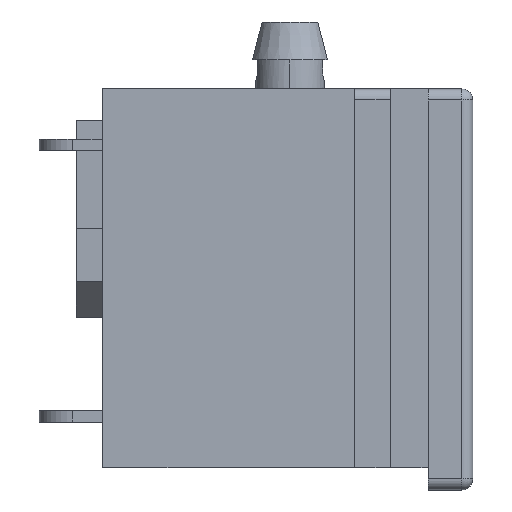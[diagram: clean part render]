
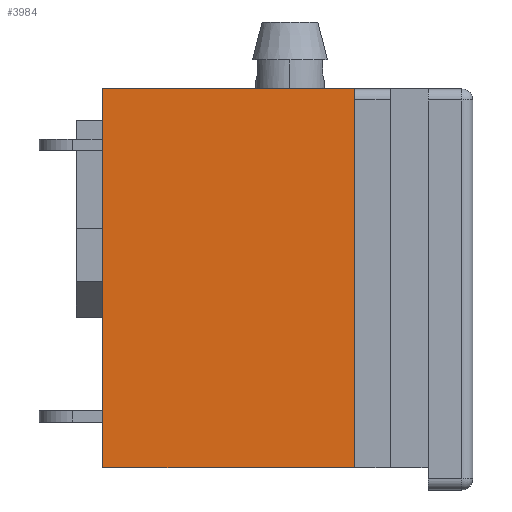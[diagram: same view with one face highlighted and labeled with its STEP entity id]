
A CAD part, left-side view. The second image highlights one B-rep face of the part: STEP entity #3984.
In plain terms, the highlighted planar face has unit normal (-1, 0, 0).
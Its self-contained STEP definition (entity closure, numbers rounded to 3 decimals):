
#70 = CARTESIAN_POINT ( 'NONE',  ( -10., 16.6, -8.25 ) ) ;
#230 = EDGE_LOOP ( 'NONE', ( #4244, #2442, #5395, #5503 ) ) ;
#234 = AXIS2_PLACEMENT_3D ( 'NONE', #345, #3412, #4947 ) ;
#345 = CARTESIAN_POINT ( 'NONE',  ( -10., 16.6, -8.25 ) ) ;
#870 = VERTEX_POINT ( 'NONE', #2537 ) ;
#1477 = DIRECTION ( 'NONE',  ( 0., -1., 0. ) ) ;
#1783 = LINE ( 'NONE', #70, #4496 ) ;
#1885 = CARTESIAN_POINT ( 'NONE',  ( -10., 16.6, 8.75 ) ) ;
#2169 = CARTESIAN_POINT ( 'NONE',  ( -10., 16.6, -8.25 ) ) ;
#2426 = VECTOR ( 'NONE', #3710, 1000. ) ;
#2442 = ORIENTED_EDGE ( 'NONE', *, *, #5837, .F. ) ;
#2537 = CARTESIAN_POINT ( 'NONE',  ( -10., 5.3, 8.75 ) ) ;
#2563 = EDGE_CURVE ( 'NONE', #3598, #870, #4811, .T. ) ;
#2682 = CARTESIAN_POINT ( 'NONE',  ( -10., 5.3, -8.25 ) ) ;
#2762 = VECTOR ( 'NONE', #1477, 1000. ) ;
#2976 = CARTESIAN_POINT ( 'NONE',  ( -10., 16.6, 8.75 ) ) ;
#3091 = EDGE_CURVE ( 'NONE', #6549, #5732, #1783, .T. ) ;
#3104 = FACE_OUTER_BOUND ( 'NONE', #230, .T. ) ;
#3125 = DIRECTION ( 'NONE',  ( 0., 0., 1. ) ) ;
#3196 = DIRECTION ( 'NONE',  ( 0., -1., 0. ) ) ;
#3412 = DIRECTION ( 'NONE',  ( 1., 0., 0. ) ) ;
#3451 = EDGE_CURVE ( 'NONE', #6549, #3598, #3929, .T. ) ;
#3598 = VERTEX_POINT ( 'NONE', #4337 ) ;
#3710 = DIRECTION ( 'NONE',  ( 0., 0., 1. ) ) ;
#3765 = VECTOR ( 'NONE', #3196, 1000. ) ;
#3929 = LINE ( 'NONE', #2169, #3765 ) ;
#3984 = ADVANCED_FACE ( 'NONE', ( #3104 ), #4443, .F. ) ;
#4129 = LINE ( 'NONE', #2976, #2762 ) ;
#4244 = ORIENTED_EDGE ( 'NONE', *, *, #2563, .T. ) ;
#4337 = CARTESIAN_POINT ( 'NONE',  ( -10., 5.3, -8.25 ) ) ;
#4443 = PLANE ( 'NONE',  #234 ) ;
#4496 = VECTOR ( 'NONE', #3125, 1000. ) ;
#4811 = LINE ( 'NONE', #2682, #2426 ) ;
#4947 = DIRECTION ( 'NONE',  ( 0., 0., -1. ) ) ;
#5395 = ORIENTED_EDGE ( 'NONE', *, *, #3091, .F. ) ;
#5503 = ORIENTED_EDGE ( 'NONE', *, *, #3451, .T. ) ;
#5574 = CARTESIAN_POINT ( 'NONE',  ( -10., 16.6, -8.25 ) ) ;
#5732 = VERTEX_POINT ( 'NONE', #1885 ) ;
#5837 = EDGE_CURVE ( 'NONE', #5732, #870, #4129, .T. ) ;
#6549 = VERTEX_POINT ( 'NONE', #5574 ) ;
